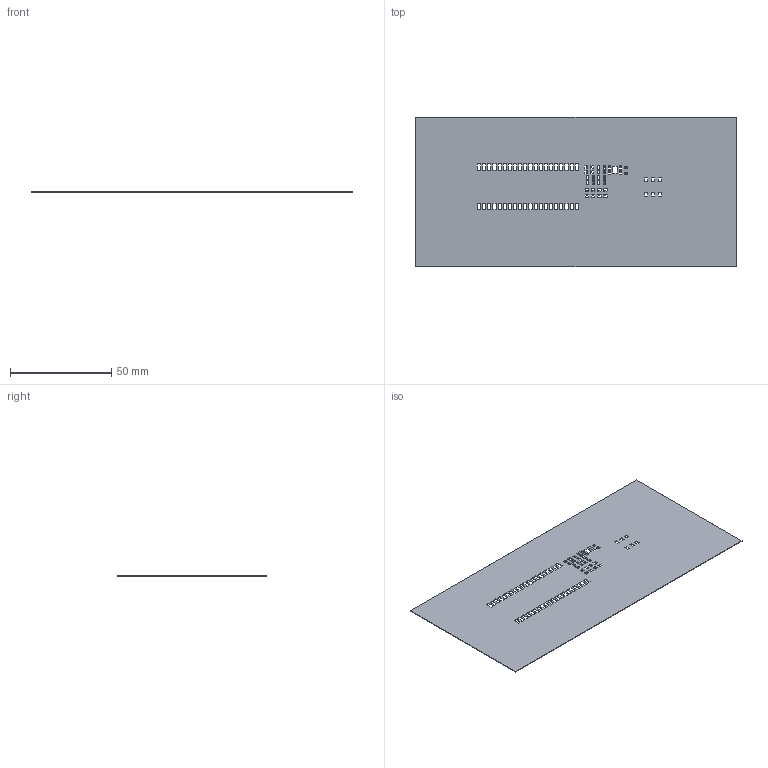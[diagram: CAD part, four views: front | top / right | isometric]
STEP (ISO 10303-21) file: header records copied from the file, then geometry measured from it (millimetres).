
FILE_DESCRIPTION (( 'STEP AP214' ), '1' );
FILE_NAME ('詩厙.STEP', '2025-10-28T03:14:37', ( 'joe' ), ( '' ), 'SwSTEP 2.0', 'SolidWorks 2023', '' );
FILE_SCHEMA (( 'AUTOMOTIVE_DESIGN' ));
Length unit declared in the file: millimetre
Products named in the file (1): 钢网
Bounding box: 158.22 x 73.66 x 0.3 mm (x, y, z)
Volume: 3410.6 mm3; surface area: 23067.2 mm2
Topology: 1 solids, 1 shells, 642 faces, 1920 edges, 1280 vertices
Faces by surface type: plane 642
Entity records: 21491 total; most frequent: CARTESIAN_POINT 3843, ORIENTED_EDGE 3840, DIRECTION 3206, EDGE_CURVE 1920, LINE 1920, VECTOR 1920, VERTEX_POINT 1280, EDGE_LOOP 804
